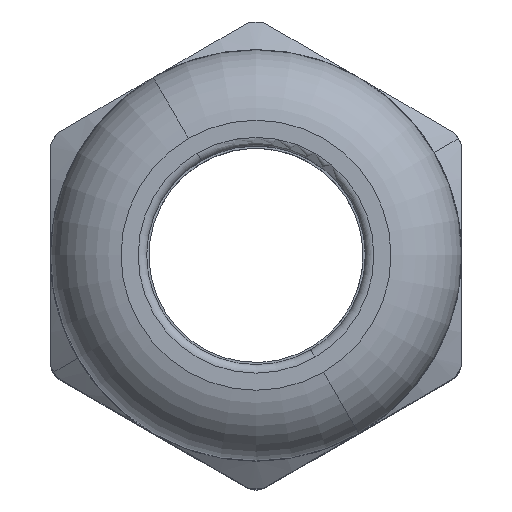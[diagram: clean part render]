
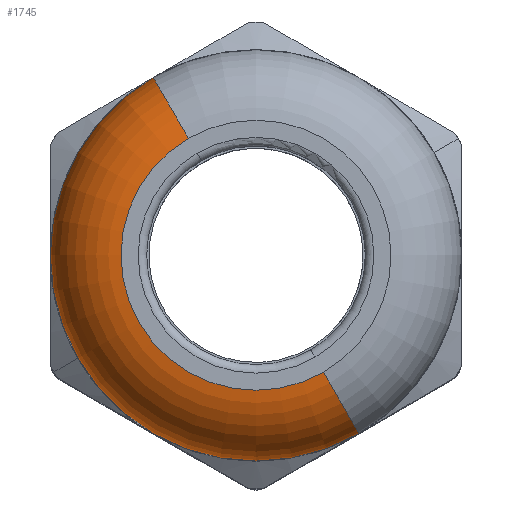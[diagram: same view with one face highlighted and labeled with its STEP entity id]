
A CAD part, top view. The second image highlights one B-rep face of the part: STEP entity #1745.
In plain terms, the highlighted toroidal (fillet/blend) face has major radius 7.247 mm and minor radius 4.753 mm.
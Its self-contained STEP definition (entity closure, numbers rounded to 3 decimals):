
#1601=AXIS2_PLACEMENT_3D('Circle Axis2P3D',#1599,#1600,$) ;
#1624=AXIS2_PLACEMENT_3D('Circle Axis2P3D',#1622,#1623,$) ;
#1695=AXIS2_PLACEMENT_3D('Circle Axis2P3D',#1693,#1694,$) ;
#1716=AXIS2_PLACEMENT_3D('Circle Axis2P3D',#1714,#1715,$) ;
#1731=AXIS2_PLACEMENT_3D('Torus Axis2P3D',#1728,#1729,#1730) ;
#1735=AXIS2_PLACEMENT_3D('Circle Axis2P3D',#1733,#1734,$) ;
#1596=CARTESIAN_POINT('Vertex',(18.,3.268,34.29)) ;
#1599=CARTESIAN_POINT('Axis2P3D Location',(12.,13.661,34.29)) ;
#1603=CARTESIAN_POINT('Vertex',(1.608,7.661,34.29)) ;
#1622=CARTESIAN_POINT('Axis2P3D Location',(12.,13.661,34.29)) ;
#1626=CARTESIAN_POINT('Vertex',(6.,24.053,34.29)) ;
#1693=CARTESIAN_POINT('Axis2P3D Location',(8.377,19.937,34.29)) ;
#1697=CARTESIAN_POINT('Vertex',(8.058,20.489,39.)) ;
#1711=CARTESIAN_POINT('Vertex',(15.943,6.832,39.)) ;
#1714=CARTESIAN_POINT('Axis2P3D Location',(15.623,7.385,34.29)) ;
#1728=CARTESIAN_POINT('Axis2P3D Location',(12.,13.661,34.29)) ;
#1733=CARTESIAN_POINT('Axis2P3D Location',(12.,13.661,39.)) ;
#1600=DIRECTION('Axis2P3D Direction',(0.,0.,-1.)) ;
#1623=DIRECTION('Axis2P3D Direction',(0.,0.,-1.)) ;
#1694=DIRECTION('Axis2P3D Direction',(-0.866,-0.5,0.)) ;
#1715=DIRECTION('Axis2P3D Direction',(0.866,0.5,0.)) ;
#1729=DIRECTION('Axis2P3D Direction',(0.,0.,-1.)) ;
#1730=DIRECTION('Axis2P3D XDirection',(0.5,-0.866,0.)) ;
#1734=DIRECTION('Axis2P3D Direction',(0.,0.,-1.)) ;
#1739=ORIENTED_EDGE('',*,*,#1699,.T.) ;
#1740=ORIENTED_EDGE('',*,*,#1628,.F.) ;
#1741=ORIENTED_EDGE('',*,*,#1605,.F.) ;
#1742=ORIENTED_EDGE('',*,*,#1718,.T.) ;
#1743=ORIENTED_EDGE('',*,*,#1737,.T.) ;
#1745=ADVANCED_FACE('VG_13.5_OT\\Hauptk\X2\00F6\X0\rper',(#1744),#1732,.T.) ;
#1602=CIRCLE('generated circle',#1601,12.) ;
#1625=CIRCLE('generated circle',#1624,12.) ;
#1696=CIRCLE('generated circle',#1695,4.753) ;
#1717=CIRCLE('generated circle',#1716,4.753) ;
#1736=CIRCLE('generated circle',#1735,7.885) ;
#1732=TOROIDAL_SURFACE('homeo Torus',#1731,7.247,4.753) ;
#1605=EDGE_CURVE('',#1597,#1604,#1602,.T.) ;
#1628=EDGE_CURVE('',#1604,#1627,#1625,.T.) ;
#1699=EDGE_CURVE('',#1698,#1627,#1696,.T.) ;
#1718=EDGE_CURVE('',#1597,#1712,#1717,.F.) ;
#1737=EDGE_CURVE('',#1712,#1698,#1736,.T.) ;
#1738=EDGE_LOOP('',(#1739,#1740,#1741,#1742,#1743)) ;
#1744=FACE_OUTER_BOUND('',#1738,.T.) ;
#1597=VERTEX_POINT('',#1596) ;
#1604=VERTEX_POINT('',#1603) ;
#1627=VERTEX_POINT('',#1626) ;
#1698=VERTEX_POINT('',#1697) ;
#1712=VERTEX_POINT('',#1711) ;
